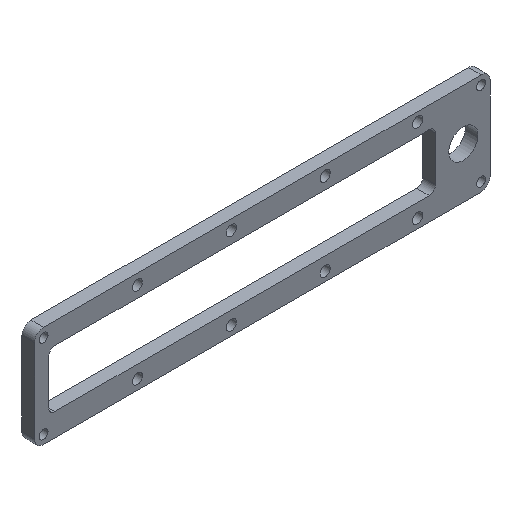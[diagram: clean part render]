
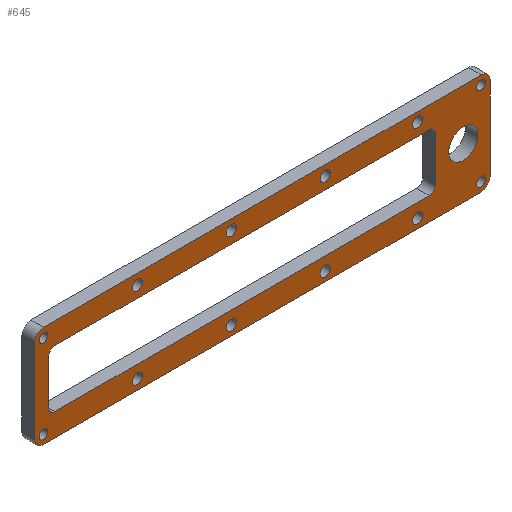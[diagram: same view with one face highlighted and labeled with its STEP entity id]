
A CAD part, isometric view. The second image highlights one B-rep face of the part: STEP entity #645.
In plain terms, the highlighted planar face has unit normal (0, -1, 0).
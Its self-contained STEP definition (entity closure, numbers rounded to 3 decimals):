
#29=FACE_BOUND('',#129,.T.);
#30=FACE_BOUND('',#130,.T.);
#31=FACE_BOUND('',#131,.T.);
#32=FACE_BOUND('',#132,.T.);
#33=FACE_BOUND('',#133,.T.);
#34=FACE_BOUND('',#134,.T.);
#35=FACE_BOUND('',#135,.T.);
#36=FACE_BOUND('',#136,.T.);
#37=FACE_BOUND('',#137,.T.);
#38=FACE_BOUND('',#138,.T.);
#39=FACE_BOUND('',#139,.T.);
#40=FACE_BOUND('',#140,.T.);
#41=FACE_BOUND('',#141,.T.);
#42=FACE_BOUND('',#142,.T.);
#52=PLANE('',#732);
#83=FACE_OUTER_BOUND('',#128,.T.);
#128=EDGE_LOOP('',(#565,#566,#567,#568,#569,#570,#571,#572));
#129=EDGE_LOOP('',(#573,#574,#575,#576,#577,#578,#579,#580));
#130=EDGE_LOOP('',(#581));
#131=EDGE_LOOP('',(#582));
#132=EDGE_LOOP('',(#583));
#133=EDGE_LOOP('',(#584));
#134=EDGE_LOOP('',(#585));
#135=EDGE_LOOP('',(#586));
#136=EDGE_LOOP('',(#587));
#137=EDGE_LOOP('',(#588));
#138=EDGE_LOOP('',(#589));
#139=EDGE_LOOP('',(#590));
#140=EDGE_LOOP('',(#591));
#141=EDGE_LOOP('',(#592));
#142=EDGE_LOOP('',(#593));
#156=LINE('',#1008,#201);
#161=LINE('',#1022,#206);
#165=LINE('',#1034,#210);
#169=LINE('',#1046,#214);
#172=LINE('',#1056,#217);
#177=LINE('',#1070,#222);
#181=LINE('',#1082,#226);
#185=LINE('',#1094,#230);
#201=VECTOR('',#828,10.);
#206=VECTOR('',#841,10.);
#210=VECTOR('',#853,10.);
#214=VECTOR('',#865,10.);
#217=VECTOR('',#876,10.);
#222=VECTOR('',#889,10.);
#226=VECTOR('',#901,10.);
#230=VECTOR('',#913,10.);
#234=CIRCLE('',#662,0.35);
#236=CIRCLE('',#665,1.15);
#238=CIRCLE('',#668,0.35);
#240=CIRCLE('',#671,0.4);
#242=CIRCLE('',#674,0.35);
#244=CIRCLE('',#677,0.4);
#246=CIRCLE('',#680,0.4);
#248=CIRCLE('',#683,0.4);
#250=CIRCLE('',#686,0.4);
#252=CIRCLE('',#689,0.4);
#254=CIRCLE('',#692,0.4);
#256=CIRCLE('',#695,0.35);
#258=CIRCLE('',#698,0.4);
#259=CIRCLE('',#701,0.5);
#261=CIRCLE('',#705,0.5);
#263=CIRCLE('',#709,0.5);
#265=CIRCLE('',#713,0.5);
#267=CIRCLE('',#717,0.7);
#269=CIRCLE('',#721,0.7);
#271=CIRCLE('',#725,0.7);
#273=CIRCLE('',#729,0.7);
#276=VERTEX_POINT('',#930);
#278=VERTEX_POINT('',#936);
#280=VERTEX_POINT('',#942);
#282=VERTEX_POINT('',#948);
#284=VERTEX_POINT('',#954);
#286=VERTEX_POINT('',#960);
#288=VERTEX_POINT('',#966);
#290=VERTEX_POINT('',#972);
#292=VERTEX_POINT('',#978);
#294=VERTEX_POINT('',#984);
#296=VERTEX_POINT('',#990);
#298=VERTEX_POINT('',#996);
#300=VERTEX_POINT('',#1002);
#301=VERTEX_POINT('',#1006);
#302=VERTEX_POINT('',#1007);
#305=VERTEX_POINT('',#1015);
#307=VERTEX_POINT('',#1021);
#309=VERTEX_POINT('',#1027);
#311=VERTEX_POINT('',#1033);
#313=VERTEX_POINT('',#1039);
#315=VERTEX_POINT('',#1045);
#317=VERTEX_POINT('',#1054);
#318=VERTEX_POINT('',#1055);
#321=VERTEX_POINT('',#1063);
#323=VERTEX_POINT('',#1069);
#325=VERTEX_POINT('',#1075);
#327=VERTEX_POINT('',#1081);
#329=VERTEX_POINT('',#1087);
#331=VERTEX_POINT('',#1093);
#335=EDGE_CURVE('',#276,#276,#234,.T.);
#338=EDGE_CURVE('',#278,#278,#236,.T.);
#341=EDGE_CURVE('',#280,#280,#238,.T.);
#344=EDGE_CURVE('',#282,#282,#240,.T.);
#347=EDGE_CURVE('',#284,#284,#242,.T.);
#350=EDGE_CURVE('',#286,#286,#244,.T.);
#353=EDGE_CURVE('',#288,#288,#246,.T.);
#356=EDGE_CURVE('',#290,#290,#248,.T.);
#359=EDGE_CURVE('',#292,#292,#250,.T.);
#362=EDGE_CURVE('',#294,#294,#252,.T.);
#365=EDGE_CURVE('',#296,#296,#254,.T.);
#368=EDGE_CURVE('',#298,#298,#256,.T.);
#371=EDGE_CURVE('',#300,#300,#258,.T.);
#372=EDGE_CURVE('',#301,#302,#156,.T.);
#376=EDGE_CURVE('',#305,#301,#259,.T.);
#379=EDGE_CURVE('',#307,#305,#161,.T.);
#382=EDGE_CURVE('',#309,#307,#261,.T.);
#385=EDGE_CURVE('',#311,#309,#165,.T.);
#388=EDGE_CURVE('',#313,#311,#263,.T.);
#391=EDGE_CURVE('',#315,#313,#169,.T.);
#394=EDGE_CURVE('',#302,#315,#265,.T.);
#396=EDGE_CURVE('',#317,#318,#172,.T.);
#400=EDGE_CURVE('',#321,#318,#267,.T.);
#403=EDGE_CURVE('',#321,#323,#177,.T.);
#406=EDGE_CURVE('',#325,#323,#269,.T.);
#409=EDGE_CURVE('',#325,#327,#181,.T.);
#412=EDGE_CURVE('',#329,#327,#271,.T.);
#415=EDGE_CURVE('',#329,#331,#185,.T.);
#418=EDGE_CURVE('',#317,#331,#273,.T.);
#565=ORIENTED_EDGE('',*,*,#418,.F.);
#566=ORIENTED_EDGE('',*,*,#396,.T.);
#567=ORIENTED_EDGE('',*,*,#400,.F.);
#568=ORIENTED_EDGE('',*,*,#403,.T.);
#569=ORIENTED_EDGE('',*,*,#406,.F.);
#570=ORIENTED_EDGE('',*,*,#409,.T.);
#571=ORIENTED_EDGE('',*,*,#412,.F.);
#572=ORIENTED_EDGE('',*,*,#415,.T.);
#573=ORIENTED_EDGE('',*,*,#394,.F.);
#574=ORIENTED_EDGE('',*,*,#372,.F.);
#575=ORIENTED_EDGE('',*,*,#376,.F.);
#576=ORIENTED_EDGE('',*,*,#379,.F.);
#577=ORIENTED_EDGE('',*,*,#382,.F.);
#578=ORIENTED_EDGE('',*,*,#385,.F.);
#579=ORIENTED_EDGE('',*,*,#388,.F.);
#580=ORIENTED_EDGE('',*,*,#391,.F.);
#581=ORIENTED_EDGE('',*,*,#371,.F.);
#582=ORIENTED_EDGE('',*,*,#368,.F.);
#583=ORIENTED_EDGE('',*,*,#365,.F.);
#584=ORIENTED_EDGE('',*,*,#362,.F.);
#585=ORIENTED_EDGE('',*,*,#359,.F.);
#586=ORIENTED_EDGE('',*,*,#356,.F.);
#587=ORIENTED_EDGE('',*,*,#353,.F.);
#588=ORIENTED_EDGE('',*,*,#350,.F.);
#589=ORIENTED_EDGE('',*,*,#347,.F.);
#590=ORIENTED_EDGE('',*,*,#344,.F.);
#591=ORIENTED_EDGE('',*,*,#341,.F.);
#592=ORIENTED_EDGE('',*,*,#338,.F.);
#593=ORIENTED_EDGE('',*,*,#335,.F.);
#645=ADVANCED_FACE('',(#83,#29,#30,#31,#32,#33,#34,#35,#36,#37,#38,#39,
#40,#41,#42),#52,.F.);
#662=AXIS2_PLACEMENT_3D('',#932,#740,#741);
#665=AXIS2_PLACEMENT_3D('',#938,#747,#748);
#668=AXIS2_PLACEMENT_3D('',#944,#754,#755);
#671=AXIS2_PLACEMENT_3D('',#950,#761,#762);
#674=AXIS2_PLACEMENT_3D('',#956,#768,#769);
#677=AXIS2_PLACEMENT_3D('',#962,#775,#776);
#680=AXIS2_PLACEMENT_3D('',#968,#782,#783);
#683=AXIS2_PLACEMENT_3D('',#974,#789,#790);
#686=AXIS2_PLACEMENT_3D('',#980,#796,#797);
#689=AXIS2_PLACEMENT_3D('',#986,#803,#804);
#692=AXIS2_PLACEMENT_3D('',#992,#810,#811);
#695=AXIS2_PLACEMENT_3D('',#998,#817,#818);
#698=AXIS2_PLACEMENT_3D('',#1004,#824,#825);
#701=AXIS2_PLACEMENT_3D('',#1016,#834,#835);
#705=AXIS2_PLACEMENT_3D('',#1028,#846,#847);
#709=AXIS2_PLACEMENT_3D('',#1040,#858,#859);
#713=AXIS2_PLACEMENT_3D('',#1051,#870,#871);
#717=AXIS2_PLACEMENT_3D('',#1064,#882,#883);
#721=AXIS2_PLACEMENT_3D('',#1076,#894,#895);
#725=AXIS2_PLACEMENT_3D('',#1088,#906,#907);
#729=AXIS2_PLACEMENT_3D('',#1099,#918,#919);
#732=AXIS2_PLACEMENT_3D('',#1102,#924,#925);
#740=DIRECTION('center_axis',(0.,-1.,0.));
#741=DIRECTION('ref_axis',(1.,0.,0.));
#747=DIRECTION('center_axis',(0.,-1.,0.));
#748=DIRECTION('ref_axis',(1.,0.,0.));
#754=DIRECTION('center_axis',(0.,-1.,0.));
#755=DIRECTION('ref_axis',(1.,0.,0.));
#761=DIRECTION('center_axis',(0.,-1.,0.));
#762=DIRECTION('ref_axis',(1.,0.,0.));
#768=DIRECTION('center_axis',(0.,-1.,0.));
#769=DIRECTION('ref_axis',(1.,0.,0.));
#775=DIRECTION('center_axis',(0.,-1.,0.));
#776=DIRECTION('ref_axis',(1.,0.,0.));
#782=DIRECTION('center_axis',(0.,-1.,0.));
#783=DIRECTION('ref_axis',(1.,0.,0.));
#789=DIRECTION('center_axis',(0.,-1.,0.));
#790=DIRECTION('ref_axis',(1.,0.,0.));
#796=DIRECTION('center_axis',(0.,-1.,0.));
#797=DIRECTION('ref_axis',(1.,0.,0.));
#803=DIRECTION('center_axis',(0.,-1.,0.));
#804=DIRECTION('ref_axis',(1.,0.,0.));
#810=DIRECTION('center_axis',(0.,-1.,0.));
#811=DIRECTION('ref_axis',(1.,0.,0.));
#817=DIRECTION('center_axis',(0.,-1.,0.));
#818=DIRECTION('ref_axis',(1.,0.,0.));
#824=DIRECTION('center_axis',(0.,-1.,0.));
#825=DIRECTION('ref_axis',(1.,0.,0.));
#828=DIRECTION('',(0.,0.,1.));
#834=DIRECTION('center_axis',(0.,-1.,0.));
#835=DIRECTION('ref_axis',(1.,0.,0.));
#841=DIRECTION('',(1.,0.,0.));
#846=DIRECTION('center_axis',(0.,-1.,0.));
#847=DIRECTION('ref_axis',(0.,0.,-1.));
#853=DIRECTION('',(0.,0.,-1.));
#858=DIRECTION('center_axis',(0.,-1.,0.));
#859=DIRECTION('ref_axis',(-1.,0.,0.));
#865=DIRECTION('',(-1.,0.,0.));
#870=DIRECTION('center_axis',(0.,-1.,0.));
#871=DIRECTION('ref_axis',(0.,0.,1.));
#876=DIRECTION('',(0.,0.,-1.));
#882=DIRECTION('center_axis',(0.,1.,0.));
#883=DIRECTION('ref_axis',(0.,0.,-1.));
#889=DIRECTION('',(1.,0.,0.));
#894=DIRECTION('center_axis',(0.,1.,0.));
#895=DIRECTION('ref_axis',(1.,0.,0.));
#901=DIRECTION('',(0.,0.,1.));
#906=DIRECTION('center_axis',(0.,1.,0.));
#907=DIRECTION('ref_axis',(0.,0.,1.));
#913=DIRECTION('',(-1.,0.,0.));
#918=DIRECTION('center_axis',(0.,1.,0.));
#919=DIRECTION('ref_axis',(-1.,0.,0.));
#924=DIRECTION('center_axis',(0.,1.,0.));
#925=DIRECTION('ref_axis',(1.,0.,0.));
#930=CARTESIAN_POINT('',(34.85,0.,7.3));
#932=CARTESIAN_POINT('Origin',(35.2,0.,7.3));
#936=CARTESIAN_POINT('',(32.65,0.,4.));
#938=CARTESIAN_POINT('Origin',(33.8,0.,4.));
#942=CARTESIAN_POINT('',(0.35,0.,0.7));
#944=CARTESIAN_POINT('Origin',(0.7,0.,0.7));
#948=CARTESIAN_POINT('',(7.7,0.,7.2));
#950=CARTESIAN_POINT('Origin',(8.1,0.,7.2));
#954=CARTESIAN_POINT('',(0.35,0.,7.3));
#956=CARTESIAN_POINT('Origin',(0.7,0.,7.3));
#960=CARTESIAN_POINT('',(15.1,0.,0.773));
#962=CARTESIAN_POINT('Origin',(15.5,0.,0.773));
#966=CARTESIAN_POINT('',(7.7,0.,0.8));
#968=CARTESIAN_POINT('Origin',(8.1,0.,0.8));
#972=CARTESIAN_POINT('',(22.5,0.,7.255));
#974=CARTESIAN_POINT('Origin',(22.9,0.,7.255));
#978=CARTESIAN_POINT('',(29.8,0.,7.282));
#980=CARTESIAN_POINT('Origin',(30.2,0.,7.282));
#984=CARTESIAN_POINT('',(15.1,0.,7.227));
#986=CARTESIAN_POINT('Origin',(15.5,0.,7.227));
#990=CARTESIAN_POINT('',(22.5,0.,0.745));
#992=CARTESIAN_POINT('Origin',(22.9,0.,0.745));
#996=CARTESIAN_POINT('',(34.85,0.,0.7));
#998=CARTESIAN_POINT('Origin',(35.2,0.,0.7));
#1002=CARTESIAN_POINT('',(29.8,0.,0.718));
#1004=CARTESIAN_POINT('Origin',(30.2,0.,0.718));
#1006=CARTESIAN_POINT('',(31.6,0.,2.3));
#1007=CARTESIAN_POINT('',(31.6,0.,5.8));
#1008=CARTESIAN_POINT('',(31.6,0.,5.8));
#1015=CARTESIAN_POINT('',(31.1,0.,1.8));
#1016=CARTESIAN_POINT('Origin',(31.1,0.,2.3));
#1021=CARTESIAN_POINT('',(1.6,0.,1.8));
#1022=CARTESIAN_POINT('',(31.1,0.,1.8));
#1027=CARTESIAN_POINT('',(1.1,0.,2.3));
#1028=CARTESIAN_POINT('Origin',(1.6,0.,2.3));
#1033=CARTESIAN_POINT('',(1.1,0.,5.8));
#1034=CARTESIAN_POINT('',(1.1,0.,2.3));
#1039=CARTESIAN_POINT('',(1.6,0.,6.3));
#1040=CARTESIAN_POINT('Origin',(1.6,0.,5.8));
#1045=CARTESIAN_POINT('',(31.1,0.,6.3));
#1046=CARTESIAN_POINT('',(1.6,0.,6.3));
#1051=CARTESIAN_POINT('Origin',(31.1,0.,5.8));
#1054=CARTESIAN_POINT('',(0.,0.,7.3));
#1055=CARTESIAN_POINT('',(0.,0.,0.7));
#1056=CARTESIAN_POINT('',(0.,0.,7.3));
#1063=CARTESIAN_POINT('',(0.7,0.,0.));
#1064=CARTESIAN_POINT('Origin',(0.7,0.,0.7));
#1069=CARTESIAN_POINT('',(35.2,0.,0.));
#1070=CARTESIAN_POINT('',(0.7,0.,0.));
#1075=CARTESIAN_POINT('',(35.9,0.,0.7));
#1076=CARTESIAN_POINT('Origin',(35.2,0.,0.7));
#1081=CARTESIAN_POINT('',(35.9,0.,7.3));
#1082=CARTESIAN_POINT('',(35.9,0.,0.7));
#1087=CARTESIAN_POINT('',(35.2,0.,8.));
#1088=CARTESIAN_POINT('Origin',(35.2,0.,7.3));
#1093=CARTESIAN_POINT('',(0.7,0.,8.));
#1094=CARTESIAN_POINT('',(35.2,0.,8.));
#1099=CARTESIAN_POINT('Origin',(0.7,0.,7.3));
#1102=CARTESIAN_POINT('Origin',(17.95,0.,4.));
